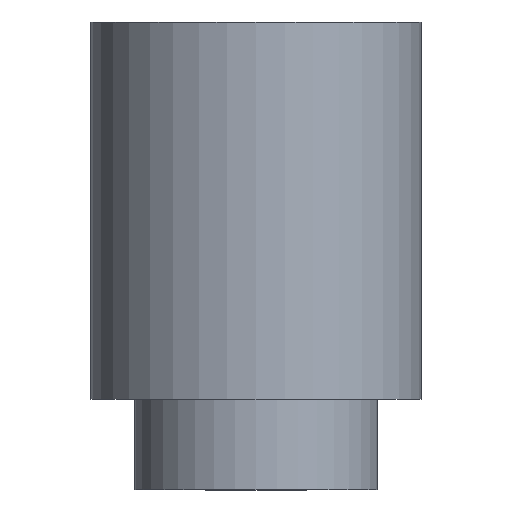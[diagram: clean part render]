
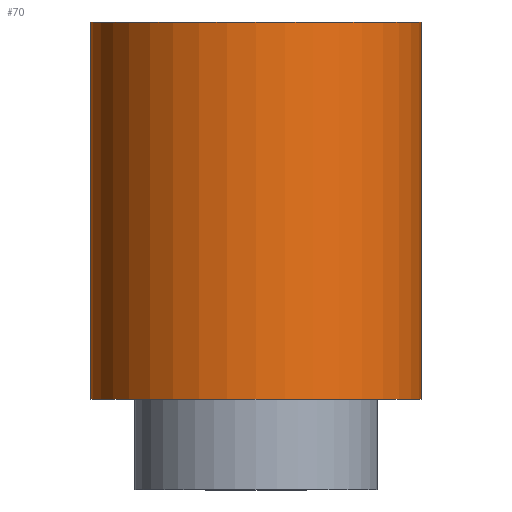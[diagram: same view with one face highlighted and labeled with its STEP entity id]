
A CAD part, front view. The second image highlights one B-rep face of the part: STEP entity #70.
In plain terms, the highlighted cylindrical face has radius 2.78 mm (diameter 5.56 mm), a full revolution.
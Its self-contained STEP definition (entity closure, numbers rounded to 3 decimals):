
#57 = EDGE_CURVE('',#58,#58,#60,.T.);
#58 = VERTEX_POINT('',#59);
#59 = CARTESIAN_POINT('',(2.78,0.,6.35));
#60 = CIRCLE('',#61,2.78);
#61 = AXIS2_PLACEMENT_3D('',#62,#63,#64);
#62 = CARTESIAN_POINT('',(0.,0.,6.35));
#63 = DIRECTION('',(0.,0.,-1.));
#64 = DIRECTION('',(1.,0.,0.));
#70 = ADVANCED_FACE('',(#71),#90,.T.);
#71 = FACE_BOUND('',#72,.T.);
#72 = EDGE_LOOP('',(#73,#74,#82,#89));
#73 = ORIENTED_EDGE('',*,*,#57,.T.);
#74 = ORIENTED_EDGE('',*,*,#75,.T.);
#75 = EDGE_CURVE('',#58,#76,#78,.T.);
#76 = VERTEX_POINT('',#77);
#77 = CARTESIAN_POINT('',(2.78,0.,0.));
#78 = LINE('',#79,#80);
#79 = CARTESIAN_POINT('',(2.78,0.,6.35));
#80 = VECTOR('',#81,1.);
#81 = DIRECTION('',(0.,0.,-1.));
#82 = ORIENTED_EDGE('',*,*,#83,.F.);
#83 = EDGE_CURVE('',#76,#76,#84,.T.);
#84 = CIRCLE('',#85,2.78);
#85 = AXIS2_PLACEMENT_3D('',#86,#87,#88);
#86 = CARTESIAN_POINT('',(0.,0.,0.));
#87 = DIRECTION('',(0.,0.,-1.));
#88 = DIRECTION('',(1.,0.,0.));
#89 = ORIENTED_EDGE('',*,*,#75,.F.);
#90 = CYLINDRICAL_SURFACE('',#91,2.78);
#91 = AXIS2_PLACEMENT_3D('',#92,#93,#94);
#92 = CARTESIAN_POINT('',(0.,0.,6.35));
#93 = DIRECTION('',(0.,0.,-1.));
#94 = DIRECTION('',(1.,0.,0.));
